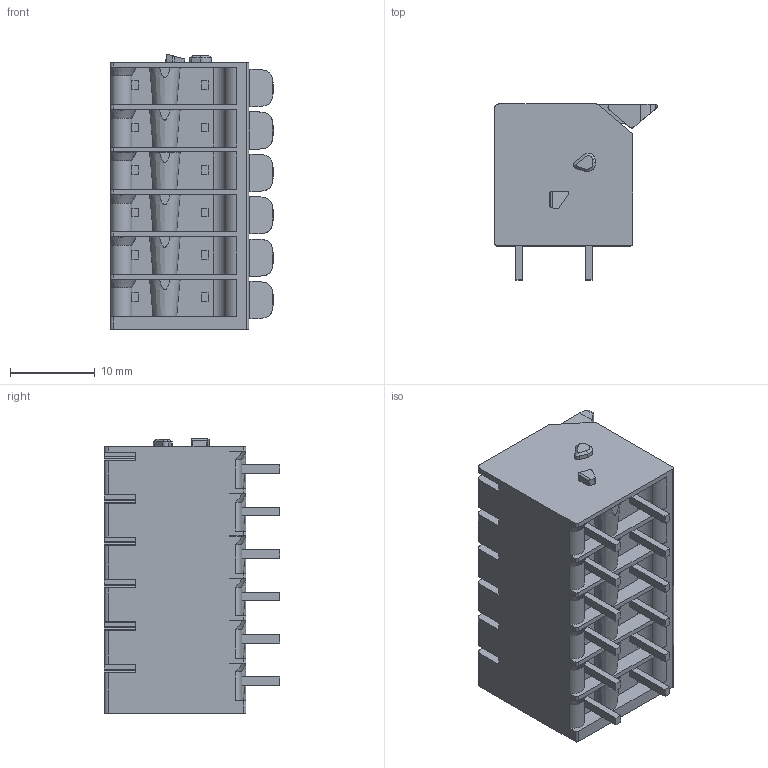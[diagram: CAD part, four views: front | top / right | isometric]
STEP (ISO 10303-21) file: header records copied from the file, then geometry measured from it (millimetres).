
FILE_DESCRIPTION(/* description */ ('STEP AP214'),/* implementation_level */ '2;1');
FILE_NAME(/* name */ 'M_2604-1106_WAGO',/* time_stamp */ '2023-12-03T22:30:34+01:00',/* author */ ('License CC BY-ND 4.0'),/* organization */ ('CADENAS'),/* preprocessor_version */ 'ST-DEVELOPER v19.3',/* originating_system */ 'PARTsolutions',/* authorisation */ ' ');
FILE_SCHEMA (('AUTOMOTIVE_DESIGN {1 0 10303 214 3 1 1}'));
Length unit declared in the file: millimetre
Products named in the file (1): 2604-1106
Bounding box: 19.2 x 20.7 x 32.4 mm (x, y, z)
Volume: 7333.1 mm3; surface area: 4969.9 mm2
Topology: 1 solids, 1 shells, 647 faces, 1749 edges, 1124 vertices
Faces by surface type: plane 367, cylinder 205, cone 75
Entity records: 24888 total; most frequent: CARTESIAN_POINT 3833, ORIENTED_EDGE 3498, DIRECTION 3438, EDGE_CURVE 1749, LINE 1184, VECTOR 1184, AXIS2_PLACEMENT_3D 1127, VERTEX_POINT 1124
